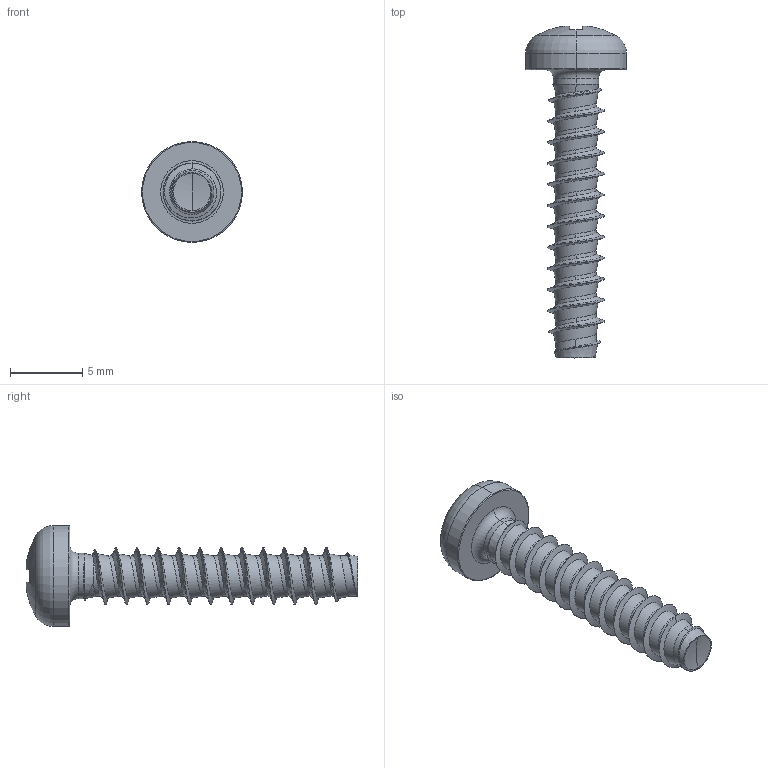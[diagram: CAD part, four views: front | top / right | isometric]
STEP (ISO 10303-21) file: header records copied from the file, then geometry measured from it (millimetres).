
FILE_DESCRIPTION (( 'STEP AP203' ), '1' );
FILE_NAME ('STP220400200.STEP', '2017-08-15T03:05:13', ( '' ), ( '' ), 'SwSTEP 2.0', 'SolidWorks 2015', '' );
FILE_SCHEMA (( 'CONFIG_CONTROL_DESIGN' ));
Length unit declared in the file: millimetre
Products named in the file (1): STP220400200
Bounding box: 7 x 23.03 x 7 mm (x, y, z)
Volume: 232.5 mm3; surface area: 422.1 mm2
Topology: 1 solids, 1 shells, 192 faces, 462 edges, 272 vertices
Faces by surface type: bspline 55, cylinder 51, plane 30, torus 28, sphere 20, cone 8
Entity records: 25363 total; most frequent: CARTESIAN_POINT 21349, ORIENTED_EDGE 920, DIRECTION 731, EDGE_CURVE 460, AXIS2_PLACEMENT_3D 318, VERTEX_POINT 272, EDGE_LOOP 194, ADVANCED_FACE 192
